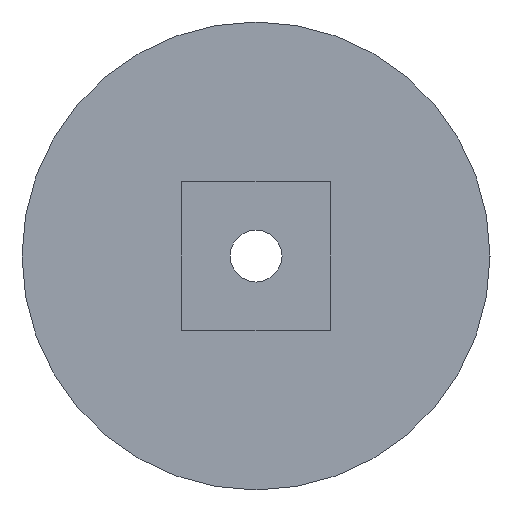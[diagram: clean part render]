
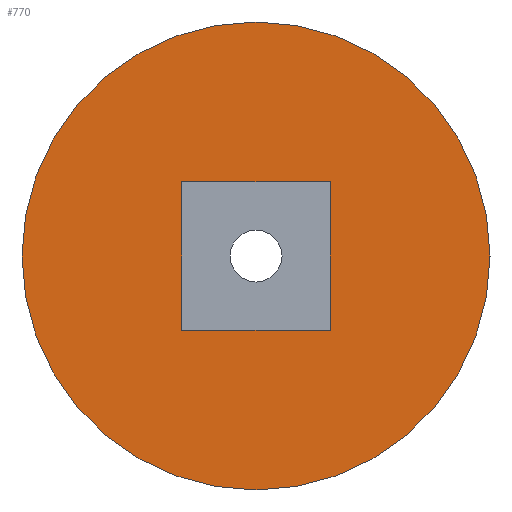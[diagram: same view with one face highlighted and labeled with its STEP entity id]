
A CAD part, left-side view. The second image highlights one B-rep face of the part: STEP entity #770.
In plain terms, the highlighted planar face has unit normal (-1, 0, 0).
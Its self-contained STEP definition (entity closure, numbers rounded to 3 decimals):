
#16 = VERTEX_POINT ( 'NONE', #1336 ) ;
#22 = DIRECTION ( 'NONE',  ( 0., 1., 0. ) ) ;
#54 = EDGE_CURVE ( 'NONE', #16, #269, #1763, .T. ) ;
#145 = DIRECTION ( 'NONE',  ( 0., 0., 1. ) ) ;
#193 = ORIENTED_EDGE ( 'NONE', *, *, #595, .F. ) ;
#231 = CARTESIAN_POINT ( 'NONE',  ( 389.2, 0., 15. ) ) ;
#269 = VERTEX_POINT ( 'NONE', #738 ) ;
#288 = ORIENTED_EDGE ( 'NONE', *, *, #923, .F. ) ;
#381 = FACE_BOUND ( 'NONE', #811, .T. ) ;
#383 = CARTESIAN_POINT ( 'NONE',  ( 389.2, 0., 15. ) ) ;
#389 = DIRECTION ( 'NONE',  ( 0., 0., 1. ) ) ;
#418 = EDGE_LOOP ( 'NONE', ( #1086, #696 ) ) ;
#431 = FACE_OUTER_BOUND ( 'NONE', #418, .T. ) ;
#497 = LINE ( 'NONE', #685, #1383 ) ;
#556 = VECTOR ( 'NONE', #1245, 1000. ) ;
#595 = EDGE_CURVE ( 'NONE', #269, #1953, #1130, .T. ) ;
#607 = LINE ( 'NONE', #1078, #556 ) ;
#616 = VERTEX_POINT ( 'NONE', #1814 ) ;
#672 = ORIENTED_EDGE ( 'NONE', *, *, #54, .F. ) ;
#685 = CARTESIAN_POINT ( 'NONE',  ( 389.2, -8.7, 6.3 ) ) ;
#696 = ORIENTED_EDGE ( 'NONE', *, *, #777, .T. ) ;
#716 = DIRECTION ( 'NONE',  ( 1., 0., 0. ) ) ;
#738 = CARTESIAN_POINT ( 'NONE',  ( 389.2, 8.7, 23.7 ) ) ;
#770 = ADVANCED_FACE ( 'NONE', ( #381, #431 ), #1210, .F. ) ;
#777 = EDGE_CURVE ( 'NONE', #1423, #831, #2064, .T. ) ;
#811 = EDGE_LOOP ( 'NONE', ( #193, #672, #288, #1476 ) ) ;
#831 = VERTEX_POINT ( 'NONE', #1862 ) ;
#923 = EDGE_CURVE ( 'NONE', #616, #16, #607, .T. ) ;
#985 = CARTESIAN_POINT ( 'NONE',  ( 389.2, 8.7, 6.3 ) ) ;
#1072 = VECTOR ( 'NONE', #1966, 1000. ) ;
#1078 = CARTESIAN_POINT ( 'NONE',  ( 389.2, -8.7, 6.3 ) ) ;
#1079 = EDGE_CURVE ( 'NONE', #831, #1423, #1557, .T. ) ;
#1086 = ORIENTED_EDGE ( 'NONE', *, *, #1079, .T. ) ;
#1125 = DIRECTION ( 'NONE',  ( -1., 0., 0. ) ) ;
#1130 = LINE ( 'NONE', #985, #1072 ) ;
#1181 = DIRECTION ( 'NONE',  ( 0., -1., 0. ) ) ;
#1210 = PLANE ( 'NONE',  #1469 ) ;
#1245 = DIRECTION ( 'NONE',  ( 0., 0., 1. ) ) ;
#1336 = CARTESIAN_POINT ( 'NONE',  ( 389.2, -8.7, 23.7 ) ) ;
#1367 = AXIS2_PLACEMENT_3D ( 'NONE', #231, #1381, #389 ) ;
#1370 = CARTESIAN_POINT ( 'NONE',  ( 389.2, 8.7, 6.3 ) ) ;
#1381 = DIRECTION ( 'NONE',  ( -1., 0., 0. ) ) ;
#1383 = VECTOR ( 'NONE', #1181, 1000. ) ;
#1423 = VERTEX_POINT ( 'NONE', #1679 ) ;
#1469 = AXIS2_PLACEMENT_3D ( 'NONE', #383, #716, #1847 ) ;
#1476 = ORIENTED_EDGE ( 'NONE', *, *, #1904, .F. ) ;
#1488 = CARTESIAN_POINT ( 'NONE',  ( 389.2, -8.7, 23.7 ) ) ;
#1557 = CIRCLE ( 'NONE', #1642, 27.45 ) ;
#1642 = AXIS2_PLACEMENT_3D ( 'NONE', #2093, #1125, #145 ) ;
#1679 = CARTESIAN_POINT ( 'NONE',  ( 389.2, 0., -12.45 ) ) ;
#1711 = VECTOR ( 'NONE', #22, 1000. ) ;
#1763 = LINE ( 'NONE', #1488, #1711 ) ;
#1814 = CARTESIAN_POINT ( 'NONE',  ( 389.2, -8.7, 6.3 ) ) ;
#1847 = DIRECTION ( 'NONE',  ( 0., 0., -1. ) ) ;
#1862 = CARTESIAN_POINT ( 'NONE',  ( 389.2, 0., 42.45 ) ) ;
#1904 = EDGE_CURVE ( 'NONE', #1953, #616, #497, .T. ) ;
#1953 = VERTEX_POINT ( 'NONE', #1370 ) ;
#1966 = DIRECTION ( 'NONE',  ( 0., 0., -1. ) ) ;
#2064 = CIRCLE ( 'NONE', #1367, 27.45 ) ;
#2093 = CARTESIAN_POINT ( 'NONE',  ( 389.2, 0., 15. ) ) ;
